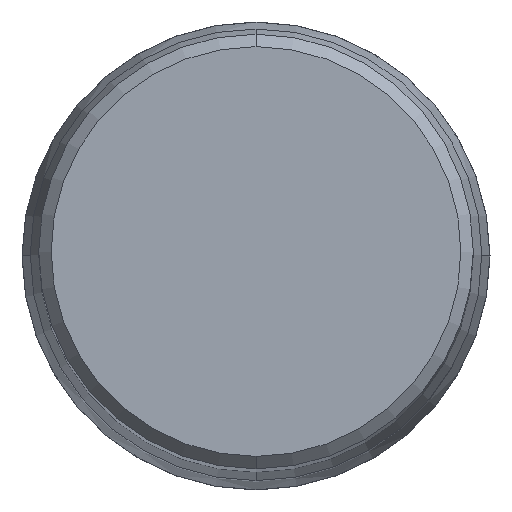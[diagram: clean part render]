
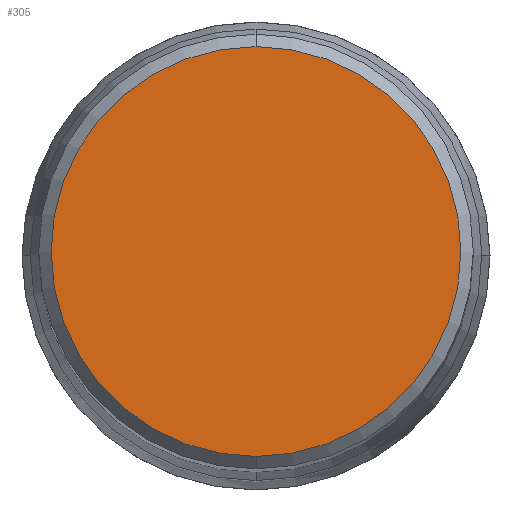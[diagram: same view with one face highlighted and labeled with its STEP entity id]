
A CAD part, top view. The second image highlights one B-rep face of the part: STEP entity #305.
In plain terms, the highlighted planar face has unit normal (0, 0, 1).
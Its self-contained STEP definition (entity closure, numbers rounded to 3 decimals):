
#283=EDGE_CURVE('',#733,#635,#778,.T.);
#305=ADVANCED_FACE('',(#800),#801,.T.);
#511=EDGE_CURVE('',#635,#733,#1028,.T.);
#635=VERTEX_POINT('',#1166);
#733=VERTEX_POINT('',#1271);
#778=CIRCLE('',#1339,19.8);
#800=FACE_OUTER_BOUND('',#1417,.T.);
#801=PLANE('',#1418);
#1028=CIRCLE('',#1887,19.8);
#1166=CARTESIAN_POINT('',(0.,-19.8,0.0));
#1271=CARTESIAN_POINT('',(0.0,19.8,0.0));
#1339=AXIS2_PLACEMENT_3D('',#2321,#2322,#2323);
#1417=EDGE_LOOP('',(#2328,#2329));
#1418=AXIS2_PLACEMENT_3D('',#2330,#2331,#2332);
#1887=AXIS2_PLACEMENT_3D('',#2621,#2622,#2623);
#2321=CARTESIAN_POINT('',(0.0,0.0,0.0));
#2322=DIRECTION('',(0.0,0.0,-1.0));
#2323=DIRECTION('',(0.0,1.0,0.0));
#2328=ORIENTED_EDGE('',*,*,#283,.F.);
#2329=ORIENTED_EDGE('',*,*,#511,.F.);
#2330=CARTESIAN_POINT('',(0.0,9.9,0.0));
#2331=DIRECTION('',(-0.0,0.0,1.0));
#2332=DIRECTION('',(0.0,-1.0,0.0));
#2621=CARTESIAN_POINT('',(0.0,0.0,0.0));
#2622=DIRECTION('',(0.0,0.0,-1.0));
#2623=DIRECTION('',(0.0,1.0,0.0));
